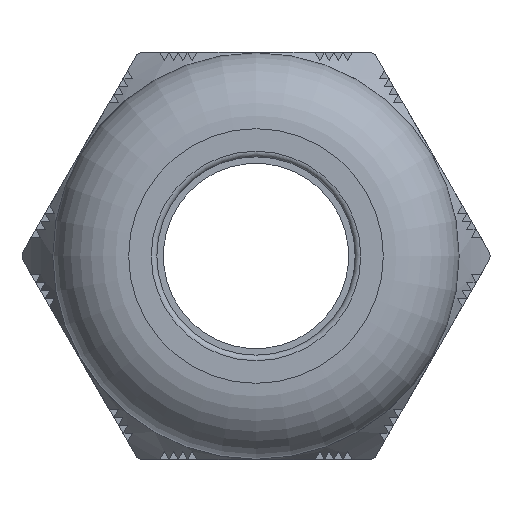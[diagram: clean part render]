
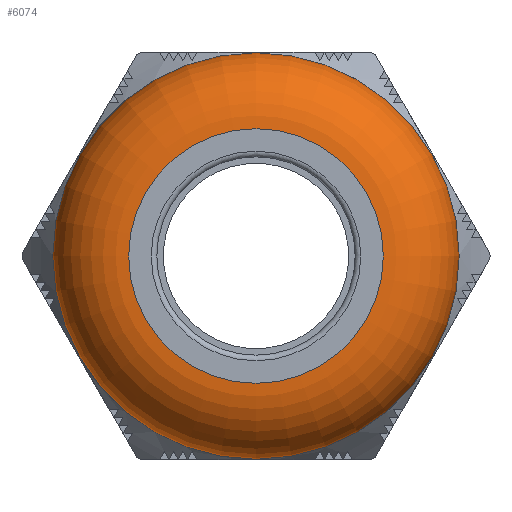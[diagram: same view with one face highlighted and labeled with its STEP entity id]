
A CAD part, left-side view. The second image highlights one B-rep face of the part: STEP entity #6074.
In plain terms, the highlighted toroidal (fillet/blend) face has major radius 6.87 mm and minor radius 4.09 mm.
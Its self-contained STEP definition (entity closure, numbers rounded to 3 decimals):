
#34=TOROIDAL_SURFACE('',#6516,6.87,4.09);
#396=FACE_BOUND('',#1921,.T.);
#1572=FACE_OUTER_BOUND('',#1920,.T.);
#1920=EDGE_LOOP('',(#4809));
#1921=EDGE_LOOP('',(#4810));
#2173=CIRCLE('',#6403,6.87);
#2175=CIRCLE('',#6517,10.96);
#2739=VERTEX_POINT('',#10681);
#2741=VERTEX_POINT('',#11221);
#3377=EDGE_CURVE('',#2739,#2739,#2173,.T.);
#3479=EDGE_CURVE('',#2741,#2741,#2175,.T.);
#4809=ORIENTED_EDGE('',*,*,#3479,.F.);
#4810=ORIENTED_EDGE('',*,*,#3377,.T.);
#6074=ADVANCED_FACE('',(#1572,#396),#34,.T.);
#6403=AXIS2_PLACEMENT_3D('',#10682,#7216,#7217);
#6516=AXIS2_PLACEMENT_3D('',#11220,#7541,#7542);
#6517=AXIS2_PLACEMENT_3D('',#11222,#7543,#7544);
#7216=DIRECTION('center_axis',(1.,0.,0.));
#7217=DIRECTION('ref_axis',(0.,0.,-1.));
#7541=DIRECTION('center_axis',(1.,0.,0.));
#7542=DIRECTION('ref_axis',(0.,0.,-1.));
#7543=DIRECTION('center_axis',(1.,0.,0.));
#7544=DIRECTION('ref_axis',(0.,0.,-1.));
#10681=CARTESIAN_POINT('',(-17.12,6.87,0.));
#10682=CARTESIAN_POINT('Origin',(-17.12,0.,0.));
#11220=CARTESIAN_POINT('Origin',(-13.03,0.,0.));
#11221=CARTESIAN_POINT('',(-13.03,10.96,0.));
#11222=CARTESIAN_POINT('Origin',(-13.03,0.,0.));
